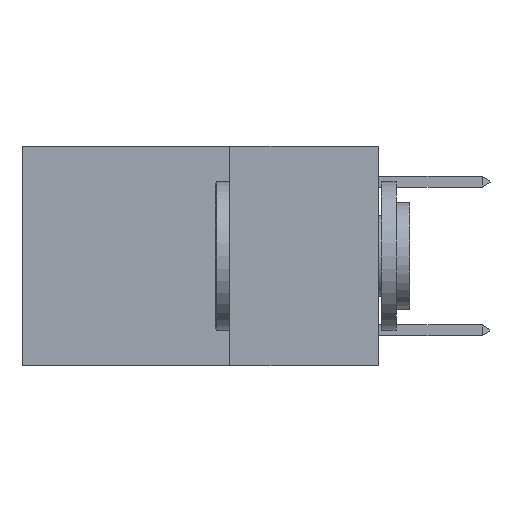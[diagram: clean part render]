
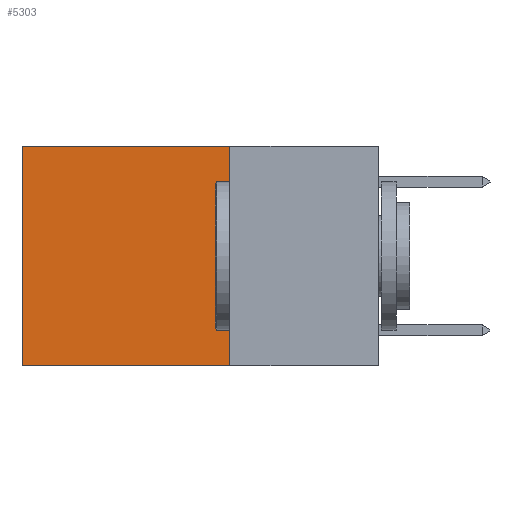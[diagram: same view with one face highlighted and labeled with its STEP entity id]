
A CAD part, left-side view. The second image highlights one B-rep face of the part: STEP entity #5303.
In plain terms, the highlighted planar face has unit normal (-1, 0, 0).
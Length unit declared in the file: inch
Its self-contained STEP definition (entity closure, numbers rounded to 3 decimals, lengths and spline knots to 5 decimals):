
#1002 = CARTESIAN_POINT ( 'NONE',  ( 0.2625, 0.25, 0. ) ) ;
#1090 = FACE_OUTER_BOUND ( 'NONE', #8792, .T. ) ;
#1246 = DIRECTION ( 'NONE',  ( 0., 1., 0. ) ) ;
#1291 = VERTEX_POINT ( 'NONE', #8315 ) ;
#1297 = CARTESIAN_POINT ( 'NONE',  ( 0.2625, 0.6, 0. ) ) ;
#1531 = ORIENTED_EDGE ( 'NONE', *, *, #1788, .F. ) ;
#1624 = AXIS2_PLACEMENT_3D ( 'NONE', #1002, #9266, #2192 ) ;
#1788 = EDGE_CURVE ( 'NONE', #4845, #1291, #14441, .T. ) ;
#2192 = DIRECTION ( 'NONE',  ( 0., 0., -1. ) ) ;
#2880 = LINE ( 'NONE', #8284, #15030 ) ;
#2998 = LINE ( 'NONE', #6605, #6516 ) ;
#3074 = DIRECTION ( 'NONE',  ( 0., 0., -1. ) ) ;
#3279 = VERTEX_POINT ( 'NONE', #9163 ) ;
#4845 = VERTEX_POINT ( 'NONE', #4942 ) ;
#4901 = VERTEX_POINT ( 'NONE', #13191 ) ;
#4942 = CARTESIAN_POINT ( 'NONE',  ( 0.2625, 0.25, -0.37 ) ) ;
#5060 = VECTOR ( 'NONE', #13616, 39.37008 ) ;
#5303 = ADVANCED_FACE ( 'NONE', ( #1090 ), #13864, .F. ) ;
#5662 = VECTOR ( 'NONE', #11874, 39.37008 ) ;
#5881 = ORIENTED_EDGE ( 'NONE', *, *, #8977, .T. ) ;
#6516 = VECTOR ( 'NONE', #3074, 39.37008 ) ;
#6605 = CARTESIAN_POINT ( 'NONE',  ( 0.2625, 0.25, 0. ) ) ;
#8284 = CARTESIAN_POINT ( 'NONE',  ( 0.2625, 0.25, 0. ) ) ;
#8315 = CARTESIAN_POINT ( 'NONE',  ( 0.2625, 0.6, -0.37 ) ) ;
#8792 = EDGE_LOOP ( 'NONE', ( #8810, #1531, #12143, #5881 ) ) ;
#8810 = ORIENTED_EDGE ( 'NONE', *, *, #9017, .T. ) ;
#8977 = EDGE_CURVE ( 'NONE', #3279, #4901, #2880, .T. ) ;
#9017 = EDGE_CURVE ( 'NONE', #4901, #1291, #14677, .T. ) ;
#9163 = CARTESIAN_POINT ( 'NONE',  ( 0.2625, 0.25, 0. ) ) ;
#9266 = DIRECTION ( 'NONE',  ( 1., 0., 0. ) ) ;
#11774 = EDGE_CURVE ( 'NONE', #3279, #4845, #2998, .T. ) ;
#11874 = DIRECTION ( 'NONE',  ( 0., 0., -1. ) ) ;
#12143 = ORIENTED_EDGE ( 'NONE', *, *, #11774, .F. ) ;
#13191 = CARTESIAN_POINT ( 'NONE',  ( 0.2625, 0.6, 0. ) ) ;
#13565 = CARTESIAN_POINT ( 'NONE',  ( 0.2625, 0.25, -0.37 ) ) ;
#13616 = DIRECTION ( 'NONE',  ( 0., 1., 0. ) ) ;
#13864 = PLANE ( 'NONE',  #1624 ) ;
#14441 = LINE ( 'NONE', #13565, #5060 ) ;
#14677 = LINE ( 'NONE', #1297, #5662 ) ;
#15030 = VECTOR ( 'NONE', #1246, 39.37008 ) ;
